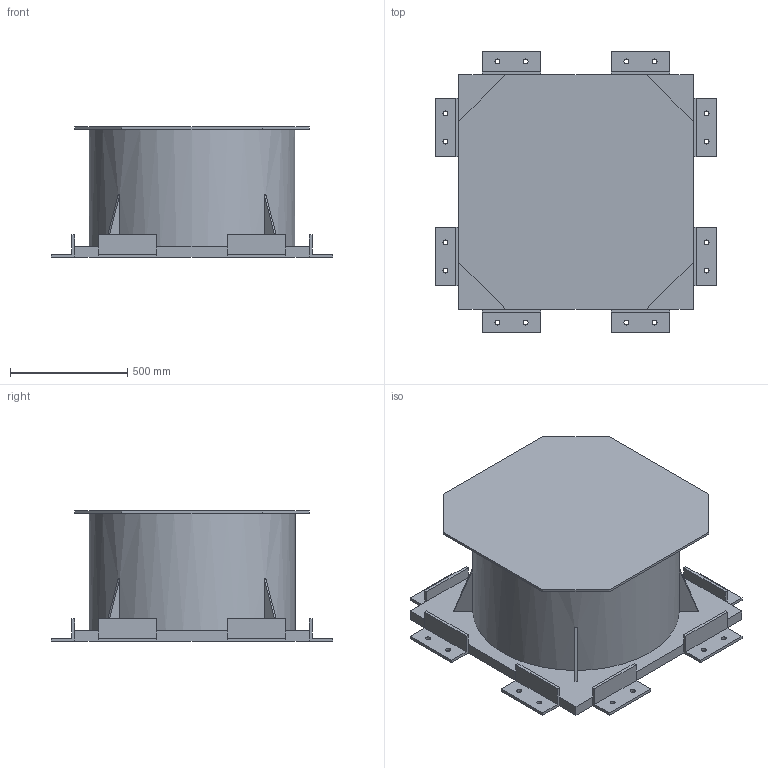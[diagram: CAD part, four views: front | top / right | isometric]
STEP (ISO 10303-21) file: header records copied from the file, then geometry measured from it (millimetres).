
FILE_DESCRIPTION(/* description */ (''),/* implementation_level */ '2;1');
FILE_NAME(/* name */ 'Robot Riser.stp',/* time_stamp */ '2025-05-23T15:13:03+03:00',/* author */ ('Raul'),/* organization */ (''),/* preprocessor_version */ 'ST-DEVELOPER v20',/* originating_system */ 'Autodesk Inventor 2025',/* authorisation */ '');
FILE_SCHEMA (('AUTOMOTIVE_DESIGN { 1 0 10303 214 3 1 1 }'));
Length unit declared in the file: millimetre
Products named in the file (2): Assembly1; Robot Riser
Assembly tree (1 placements, depth 2):
  Assembly1
    Robot Riser
Bounding box: 1202 x 1202 x 555 mm (x, y, z)
Volume: 363258500.4 mm3; surface area: 4935282.6 mm2
Topology: 1 solids, 1 shells, 109 faces, 299 edges, 194 vertices
Faces by surface type: plane 92, cylinder 17
Full cylindrical faces by diameter (mm): 21 x16, 880 x1
Entity records: 3621 total; most frequent: CARTESIAN_POINT 605, ORIENTED_EDGE 598, DIRECTION 565, EDGE_CURVE 299, LINE 257, VECTOR 257, VERTEX_POINT 194, AXIS2_PLACEMENT_3D 154
